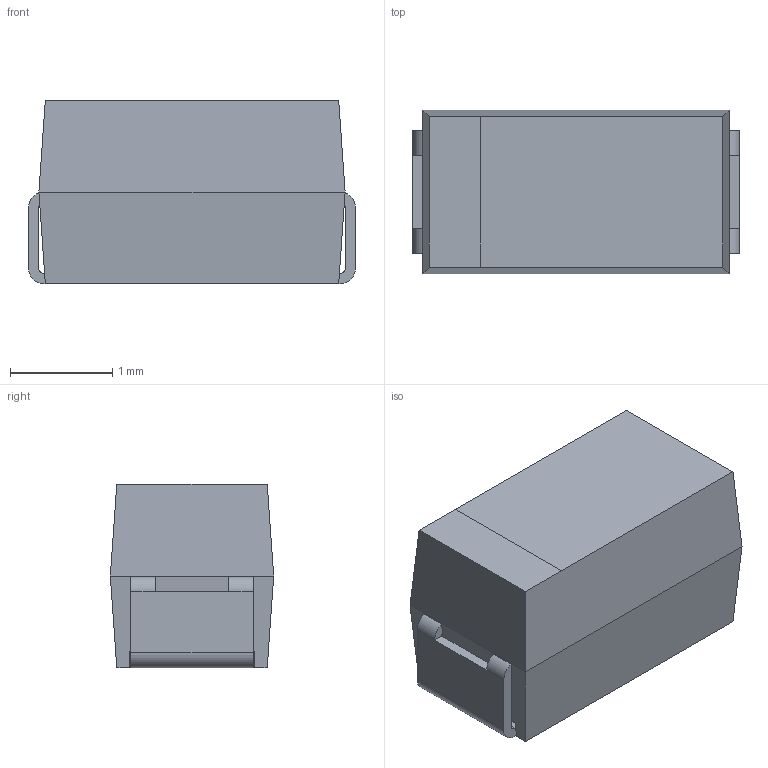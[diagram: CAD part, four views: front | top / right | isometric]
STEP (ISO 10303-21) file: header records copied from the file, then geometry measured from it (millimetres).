
FILE_DESCRIPTION (( 'STEP AP214' ), '1' );
FILE_NAME ('CAPMP3216X180N.STEP', '2011-12-08T23:47:48', ( 'Ryan Rutledge' ), ( 'Pacific Bioscience Laboratories, Inc.' ), 'SwSTEP 2.0', 'SolidWorks 2012', '' );
FILE_SCHEMA (( 'AUTOMOTIVE_DESIGN' ));
Length unit declared in the file: millimetre
Products named in the file (1): CAPMP3216X180N
Bounding box: 3.2 x 1.6 x 1.8 mm (x, y, z)
Volume: 8.2 mm3; surface area: 34.4 mm2
Topology: 1 solids, 1 shells, 51 faces, 135 edges, 86 vertices
Faces by surface type: plane 39, cylinder 12
Entity records: 1973 total; most frequent: CARTESIAN_POINT 273, ORIENTED_EDGE 270, DIRECTION 263, EDGE_CURVE 135, LINE 111, VECTOR 111, VERTEX_POINT 86, AXIS2_PLACEMENT_3D 76
